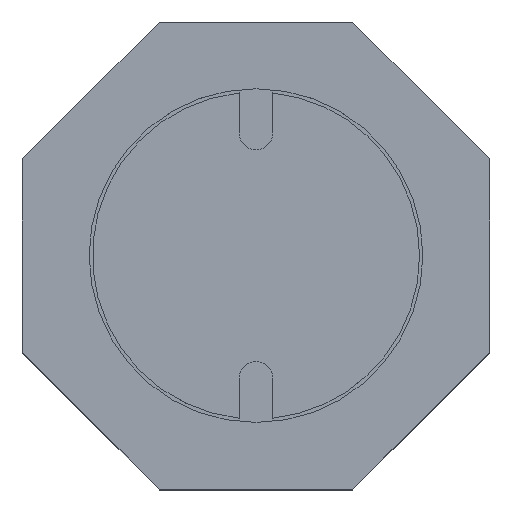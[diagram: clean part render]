
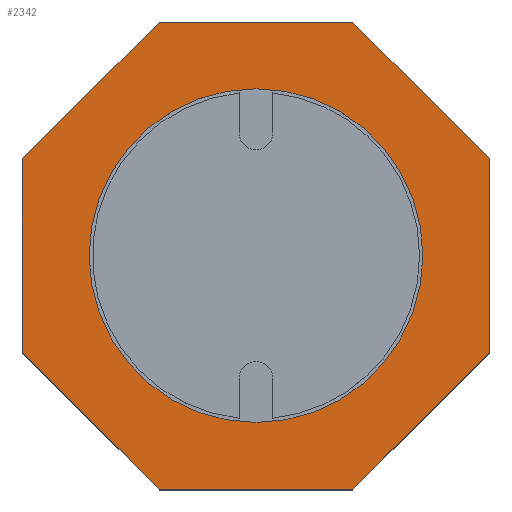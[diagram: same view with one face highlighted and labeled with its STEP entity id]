
A CAD part, top view. The second image highlights one B-rep face of the part: STEP entity #2342.
In plain terms, the highlighted planar face has unit normal (0, 0, 1).
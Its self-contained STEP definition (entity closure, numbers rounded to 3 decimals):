
#67 = VERTEX_POINT ( 'NONE', #1325 ) ;
#93 = CARTESIAN_POINT ( 'NONE',  ( -0.58, 1.4, 1.25 ) ) ;
#165 = LINE ( 'NONE', #1034, #706 ) ;
#191 = CARTESIAN_POINT ( 'NONE',  ( -0.58, 1.4, 1.25 ) ) ;
#197 = EDGE_CURVE ( 'NONE', #779, #1108, #1651, .T. ) ;
#227 = EDGE_CURVE ( 'NONE', #1923, #779, #165, .T. ) ;
#286 = CARTESIAN_POINT ( 'NONE',  ( 0.58, 1.4, 1.25 ) ) ;
#288 = FACE_OUTER_BOUND ( 'NONE', #1837, .T. ) ;
#297 = AXIS2_PLACEMENT_3D ( 'NONE', #1538, #783, #581 ) ;
#397 = CARTESIAN_POINT ( 'NONE',  ( 0.58, -1.4, 1.25 ) ) ;
#409 = VERTEX_POINT ( 'NONE', #1409 ) ;
#435 = ORIENTED_EDGE ( 'NONE', *, *, #673, .F. ) ;
#438 = FACE_BOUND ( 'NONE', #514, .T. ) ;
#473 = DIRECTION ( 'NONE',  ( 0., 0., 1. ) ) ;
#492 = VERTEX_POINT ( 'NONE', #2367 ) ;
#496 = EDGE_CURVE ( 'NONE', #1959, #2397, #2427, .T. ) ;
#507 = EDGE_CURVE ( 'NONE', #1556, #1959, #1918, .T. ) ;
#514 = EDGE_LOOP ( 'NONE', ( #435, #921 ) ) ;
#581 = DIRECTION ( 'NONE',  ( 1., 0., 0. ) ) ;
#644 = CARTESIAN_POINT ( 'NONE',  ( 0., 0., 1.25 ) ) ;
#657 = CIRCLE ( 'NONE', #297, 1. ) ;
#673 = EDGE_CURVE ( 'NONE', #409, #492, #657, .T. ) ;
#683 = ORIENTED_EDGE ( 'NONE', *, *, #197, .T. ) ;
#706 = VECTOR ( 'NONE', #1992, 1000. ) ;
#713 = AXIS2_PLACEMENT_3D ( 'NONE', #2346, #473, #1241 ) ;
#756 = VECTOR ( 'NONE', #2069, 1000. ) ;
#773 = DIRECTION ( 'NONE',  ( 0.707, 0.707, 0. ) ) ;
#779 = VERTEX_POINT ( 'NONE', #1262 ) ;
#783 = DIRECTION ( 'NONE',  ( 0., 0., 1. ) ) ;
#921 = ORIENTED_EDGE ( 'NONE', *, *, #1938, .F. ) ;
#924 = VECTOR ( 'NONE', #773, 1000. ) ;
#966 = DIRECTION ( 'NONE',  ( 1., 0., 0. ) ) ;
#978 = AXIS2_PLACEMENT_3D ( 'NONE', #644, #1195, #1967 ) ;
#989 = CARTESIAN_POINT ( 'NONE',  ( -0.58, -1.4, 1.25 ) ) ;
#1034 = CARTESIAN_POINT ( 'NONE',  ( -1.4, -0.58, 1.25 ) ) ;
#1087 = CARTESIAN_POINT ( 'NONE',  ( -1.4, 0.58, 1.25 ) ) ;
#1108 = VERTEX_POINT ( 'NONE', #2233 ) ;
#1129 = VERTEX_POINT ( 'NONE', #1087 ) ;
#1144 = CARTESIAN_POINT ( 'NONE',  ( 1.4, -0.58, 1.25 ) ) ;
#1173 = DIRECTION ( 'NONE',  ( 0., 1., 0. ) ) ;
#1190 = CARTESIAN_POINT ( 'NONE',  ( -1.4, -0.58, 1.25 ) ) ;
#1195 = DIRECTION ( 'NONE',  ( 0., 0., 1. ) ) ;
#1241 = DIRECTION ( 'NONE',  ( 1., 0., 0. ) ) ;
#1262 = CARTESIAN_POINT ( 'NONE',  ( -0.58, -1.4, 1.25 ) ) ;
#1325 = CARTESIAN_POINT ( 'NONE',  ( 1.4, -0.58, 1.25 ) ) ;
#1344 = LINE ( 'NONE', #397, #924 ) ;
#1349 = ORIENTED_EDGE ( 'NONE', *, *, #496, .T. ) ;
#1371 = EDGE_CURVE ( 'NONE', #67, #1556, #1537, .T. ) ;
#1395 = VECTOR ( 'NONE', #966, 1000. ) ;
#1400 = CARTESIAN_POINT ( 'NONE',  ( 1.4, 0.58, 1.25 ) ) ;
#1409 = CARTESIAN_POINT ( 'NONE',  ( 1., 0., 1.25 ) ) ;
#1420 = VECTOR ( 'NONE', #1598, 1000. ) ;
#1451 = ORIENTED_EDGE ( 'NONE', *, *, #2050, .T. ) ;
#1537 = LINE ( 'NONE', #1144, #1904 ) ;
#1538 = CARTESIAN_POINT ( 'NONE',  ( 0., 0., 1.25 ) ) ;
#1556 = VERTEX_POINT ( 'NONE', #1861 ) ;
#1586 = ORIENTED_EDGE ( 'NONE', *, *, #227, .T. ) ;
#1596 = CARTESIAN_POINT ( 'NONE',  ( 0.58, 1.4, 1.25 ) ) ;
#1598 = DIRECTION ( 'NONE',  ( -1., 0., 0. ) ) ;
#1651 = LINE ( 'NONE', #989, #1395 ) ;
#1653 = CARTESIAN_POINT ( 'NONE',  ( -1.4, 0.58, 1.25 ) ) ;
#1681 = EDGE_CURVE ( 'NONE', #2397, #1129, #2195, .T. ) ;
#1771 = ORIENTED_EDGE ( 'NONE', *, *, #1371, .T. ) ;
#1778 = DIRECTION ( 'NONE',  ( -0.707, 0.707, 0. ) ) ;
#1799 = VECTOR ( 'NONE', #2375, 1000. ) ;
#1837 = EDGE_LOOP ( 'NONE', ( #1349, #1990, #1451, #1586, #683, #2203, #1771, #1928 ) ) ;
#1860 = VECTOR ( 'NONE', #1778, 1000. ) ;
#1861 = CARTESIAN_POINT ( 'NONE',  ( 1.4, 0.58, 1.25 ) ) ;
#1904 = VECTOR ( 'NONE', #1173, 1000. ) ;
#1918 = LINE ( 'NONE', #1400, #1860 ) ;
#1923 = VERTEX_POINT ( 'NONE', #1190 ) ;
#1928 = ORIENTED_EDGE ( 'NONE', *, *, #507, .T. ) ;
#1938 = EDGE_CURVE ( 'NONE', #492, #409, #2399, .T. ) ;
#1959 = VERTEX_POINT ( 'NONE', #1596 ) ;
#1967 = DIRECTION ( 'NONE',  ( 1., 0., 0. ) ) ;
#1990 = ORIENTED_EDGE ( 'NONE', *, *, #1681, .T. ) ;
#1992 = DIRECTION ( 'NONE',  ( 0.707, -0.707, 0. ) ) ;
#2050 = EDGE_CURVE ( 'NONE', #1129, #1923, #2307, .T. ) ;
#2069 = DIRECTION ( 'NONE',  ( -0.707, -0.707, 0. ) ) ;
#2195 = LINE ( 'NONE', #191, #756 ) ;
#2203 = ORIENTED_EDGE ( 'NONE', *, *, #2282, .T. ) ;
#2233 = CARTESIAN_POINT ( 'NONE',  ( 0.58, -1.4, 1.25 ) ) ;
#2282 = EDGE_CURVE ( 'NONE', #1108, #67, #1344, .T. ) ;
#2307 = LINE ( 'NONE', #1653, #1799 ) ;
#2308 = PLANE ( 'NONE',  #978 ) ;
#2342 = ADVANCED_FACE ( 'NONE', ( #438, #288 ), #2308, .T. ) ;
#2346 = CARTESIAN_POINT ( 'NONE',  ( 0., 0., 1.25 ) ) ;
#2367 = CARTESIAN_POINT ( 'NONE',  ( -1., 0., 1.25 ) ) ;
#2375 = DIRECTION ( 'NONE',  ( 0., -1., 0. ) ) ;
#2397 = VERTEX_POINT ( 'NONE', #93 ) ;
#2399 = CIRCLE ( 'NONE', #713, 1. ) ;
#2427 = LINE ( 'NONE', #286, #1420 ) ;
